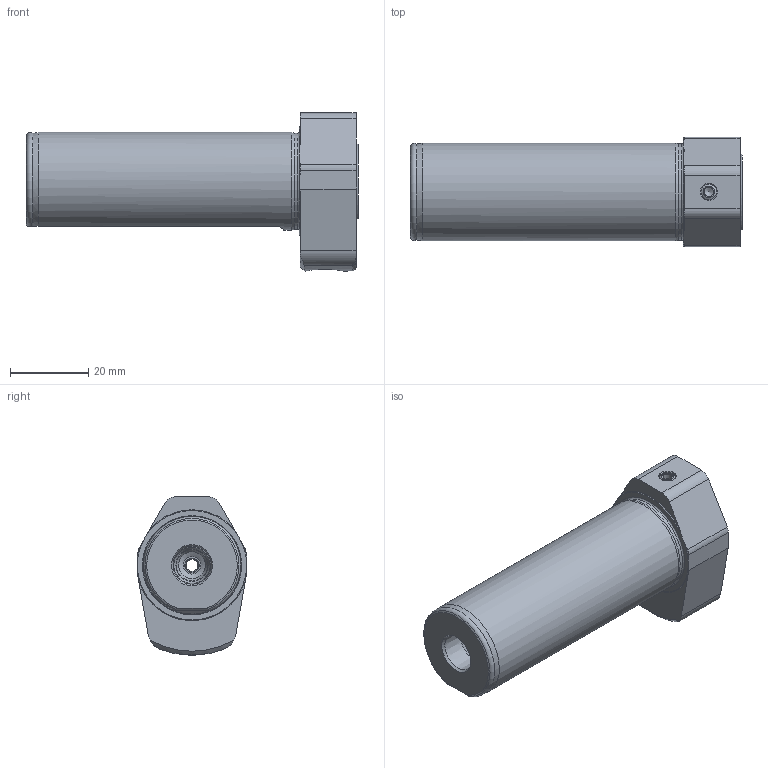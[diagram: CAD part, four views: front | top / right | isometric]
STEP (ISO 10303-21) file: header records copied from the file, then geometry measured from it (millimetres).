
FILE_DESCRIPTION((''),'2;1');
FILE_NAME('047002503070-3D.stp','2022-03-01T10:33:28',('nttooll'),(''),'Autodesk Inventor 2012','Autodesk Inventor 2012','');
FILE_SCHEMA(('AUTOMOTIVE_DESIGN { 1 0 10303 214 1 1 1 1 }'));
Length unit declared in the file: millimetre
Products named in the file (1): 047002503070-3D
Bounding box: 85 x 28 x 40.5 mm (x, y, z)
Volume: 44003.1 mm3; surface area: 10717.1 mm2
Topology: 1 solids, 1 shells, 69 faces, 160 edges, 99 vertices
Faces by surface type: cone 23, plane 22, cylinder 20, torus 4
Full cylindrical faces by diameter (mm): 2.309 x1, 3 x1, 3.4 x1, 4 x2, 4.5 x1, 4.619 x1, 6.9 x1, 8 x1, 8.2 x1, 9 x1, 24.6 x1, 25 x1
Entity records: 1896 total; most frequent: CARTESIAN_POINT 447, DIRECTION 307, ORIENTED_EDGE 252, AXIS2_PLACEMENT_3D 135, EDGE_CURVE 126, EDGE_LOOP 108, VERTEX_POINT 96, FACE_OUTER_BOUND 69
